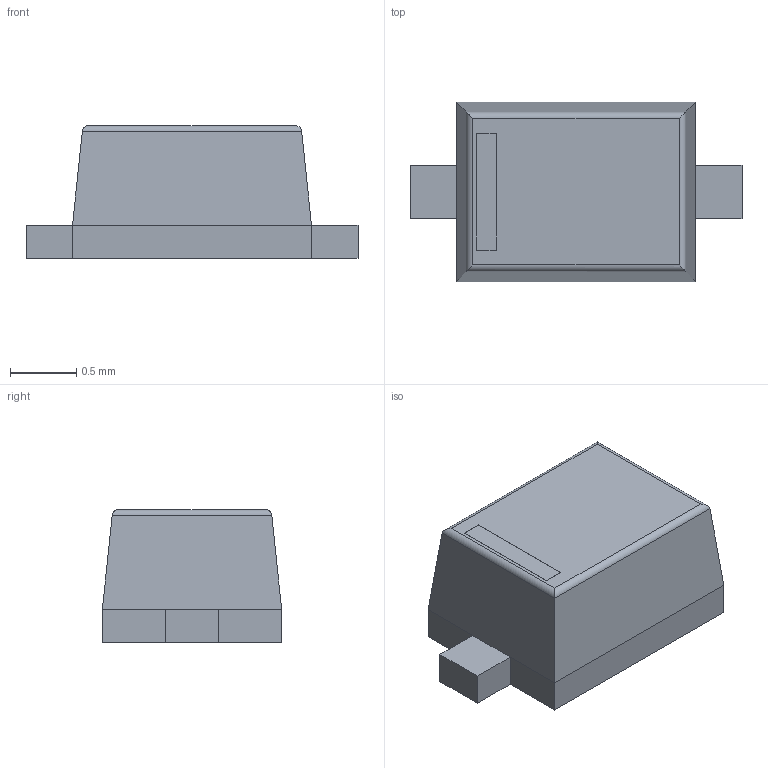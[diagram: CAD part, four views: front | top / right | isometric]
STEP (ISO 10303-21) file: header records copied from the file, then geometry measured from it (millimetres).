
FILE_DESCRIPTION(('FreeCAD Model'),'2;1');
FILE_NAME('SOD323.step','2017-08-17T11:38:17',( 'kicad StepUp'),('ksu MCAD'),'Open CASCADE STEP processor 7.1', 'FreeCAD','Unknown');
FILE_SCHEMA(('AUTOMOTIVE_DESIGN_CC2 { 1 2 10303 214 -1 1 5 4 }'));
Length unit declared in the file: millimetre
Products named in the file (1): SOD323
Bounding box: 2.5 x 1.35 x 1 mm (x, y, z)
Volume: 2.3 mm3; surface area: 11.3 mm2
Topology: 1 solids, 1 shells, 29 faces, 66 edges, 40 vertices
Faces by surface type: plane 25, cylinder 4
Entity records: 1001 total; most frequent: CARTESIAN_POINT 148, ORIENTED_EDGE 132, DIRECTION 122, EDGE_CURVE 66, LINE 62, VECTOR 62, VERTEX_POINT 40, AXIS2_PLACEMENT_3D 30
